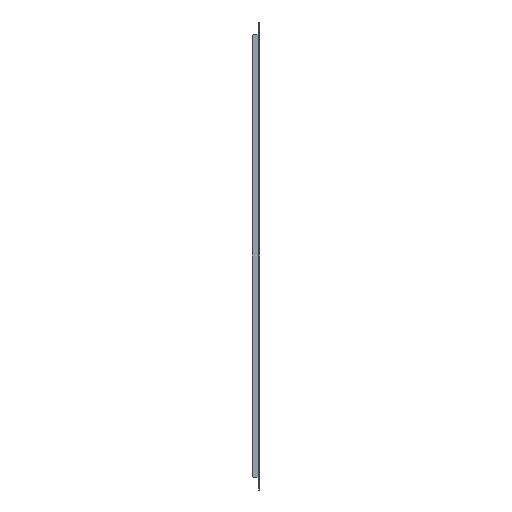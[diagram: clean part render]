
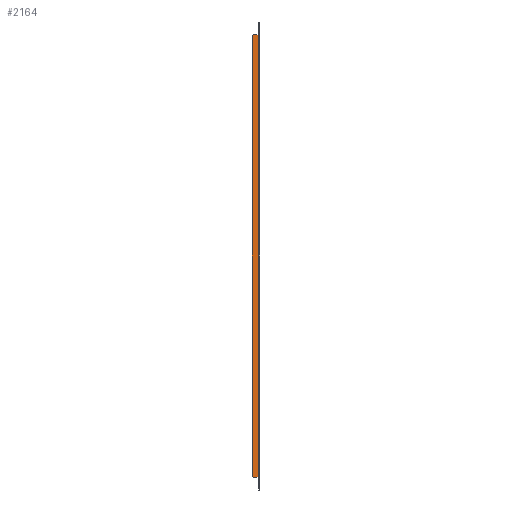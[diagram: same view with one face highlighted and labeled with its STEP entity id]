
A CAD part, left-side view. The second image highlights one B-rep face of the part: STEP entity #2164.
In plain terms, the highlighted planar face has unit normal (-1, 0, 0).
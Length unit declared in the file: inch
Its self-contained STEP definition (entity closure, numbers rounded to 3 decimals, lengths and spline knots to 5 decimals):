
#22 = AXIS2_PLACEMENT_3D ( 'NONE', #712, #1131, #1885 ) ;
#35 = ORIENTED_EDGE ( 'NONE', *, *, #2985, .F. ) ;
#54 = VECTOR ( 'NONE', #3245, 39.37008 ) ;
#172 = ORIENTED_EDGE ( 'NONE', *, *, #1444, .F. ) ;
#228 = EDGE_LOOP ( 'NONE', ( #1256, #521, #1845, #1755, #35, #172, #4699, #281 ) ) ;
#281 = ORIENTED_EDGE ( 'NONE', *, *, #3144, .F. ) ;
#521 = ORIENTED_EDGE ( 'NONE', *, *, #826, .F. ) ;
#712 = CARTESIAN_POINT ( 'NONE',  ( -11.085, 0.75, 23.664 ) ) ;
#773 = CARTESIAN_POINT ( 'NONE',  ( -11.085, 0.171, 21.913 ) ) ;
#826 = EDGE_CURVE ( 'NONE', #2601, #4262, #1527, .T. ) ;
#875 = CARTESIAN_POINT ( 'NONE',  ( -11.085, 0.75, 21.725 ) ) ;
#887 = DIRECTION ( 'NONE',  ( 0., -1., 0. ) ) ;
#1047 = LINE ( 'NONE', #2656, #1516 ) ;
#1131 = DIRECTION ( 'NONE',  ( 1., 0., 0. ) ) ;
#1256 = ORIENTED_EDGE ( 'NONE', *, *, #2980, .T. ) ;
#1292 = CARTESIAN_POINT ( 'NONE',  ( -11.085, 0.75, 21.85 ) ) ;
#1318 = CARTESIAN_POINT ( 'NONE',  ( -11.085, 0.625, 21.85 ) ) ;
#1444 = EDGE_CURVE ( 'NONE', #3557, #1992, #4166, .T. ) ;
#1516 = VECTOR ( 'NONE', #1894, 39.37008 ) ;
#1527 = LINE ( 'NONE', #1292, #3289 ) ;
#1708 = DIRECTION ( 'NONE',  ( 0., -0.707, 0.707 ) ) ;
#1755 = ORIENTED_EDGE ( 'NONE', *, *, #2605, .F. ) ;
#1812 = VERTEX_POINT ( 'NONE', #4712 ) ;
#1845 = ORIENTED_EDGE ( 'NONE', *, *, #2518, .F. ) ;
#1859 = CARTESIAN_POINT ( 'NONE',  ( -11.085, 0.171, -21.913 ) ) ;
#1876 = VECTOR ( 'NONE', #1976, 39.37008 ) ;
#1885 = DIRECTION ( 'NONE',  ( 0., 1., 0. ) ) ;
#1894 = DIRECTION ( 'NONE',  ( 0., 0.707, 0.707 ) ) ;
#1928 = DIRECTION ( 'NONE',  ( 1., 0., 0. ) ) ;
#1976 = DIRECTION ( 'NONE',  ( 0., 0., -1. ) ) ;
#1992 = VERTEX_POINT ( 'NONE', #3796 ) ;
#2164 = ADVANCED_FACE ( 'NONE', ( #2515 ), #2650, .F. ) ;
#2236 = CARTESIAN_POINT ( 'NONE',  ( -11.085, 0.171, 21.85 ) ) ;
#2255 = DIRECTION ( 'NONE',  ( -1., 0., 0. ) ) ;
#2350 = VERTEX_POINT ( 'NONE', #4585 ) ;
#2386 = CARTESIAN_POINT ( 'NONE',  ( -11.085, 0.143, 22.888 ) ) ;
#2515 = FACE_OUTER_BOUND ( 'NONE', #228, .T. ) ;
#2518 = EDGE_CURVE ( 'NONE', #3908, #2601, #4292, .T. ) ;
#2601 = VERTEX_POINT ( 'NONE', #1318 ) ;
#2605 = EDGE_CURVE ( 'NONE', #4861, #3908, #4709, .T. ) ;
#2650 = PLANE ( 'NONE',  #22 ) ;
#2656 = CARTESIAN_POINT ( 'NONE',  ( -11.085, 0.625, -21.85 ) ) ;
#2808 = EDGE_CURVE ( 'NONE', #2350, #3557, #4881, .T. ) ;
#2835 = CIRCLE ( 'NONE', #4825, 0.063 ) ;
#2865 = CARTESIAN_POINT ( 'NONE',  ( -11.085, 0.75, -21.85 ) ) ;
#2980 = EDGE_CURVE ( 'NONE', #1812, #4262, #2835, .T. ) ;
#2981 = CARTESIAN_POINT ( 'NONE',  ( -11.085, 0.75, 21.725 ) ) ;
#2985 = EDGE_CURVE ( 'NONE', #1992, #4861, #1047, .T. ) ;
#3144 = EDGE_CURVE ( 'NONE', #1812, #2350, #3989, .T. ) ;
#3202 = DIRECTION ( 'NONE',  ( 0., 0., 1. ) ) ;
#3245 = DIRECTION ( 'NONE',  ( 0., 1., 0. ) ) ;
#3285 = VECTOR ( 'NONE', #1708, 39.37008 ) ;
#3289 = VECTOR ( 'NONE', #887, 39.37008 ) ;
#3557 = VERTEX_POINT ( 'NONE', #3882 ) ;
#3638 = AXIS2_PLACEMENT_3D ( 'NONE', #1859, #2255, #4919 ) ;
#3796 = CARTESIAN_POINT ( 'NONE',  ( -11.085, 0.625, -21.85 ) ) ;
#3882 = CARTESIAN_POINT ( 'NONE',  ( -11.085, 0.171, -21.85 ) ) ;
#3898 = DIRECTION ( 'NONE',  ( 0., 1., 0. ) ) ;
#3908 = VERTEX_POINT ( 'NONE', #2981 ) ;
#3989 = LINE ( 'NONE', #2386, #1876 ) ;
#4166 = LINE ( 'NONE', #2865, #54 ) ;
#4173 = VECTOR ( 'NONE', #3202, 39.37008 ) ;
#4262 = VERTEX_POINT ( 'NONE', #2236 ) ;
#4292 = LINE ( 'NONE', #875, #3285 ) ;
#4370 = CARTESIAN_POINT ( 'NONE',  ( -11.085, 0.75, 23.664 ) ) ;
#4585 = CARTESIAN_POINT ( 'NONE',  ( -11.085, 0.143, -21.85656 ) ) ;
#4597 = CARTESIAN_POINT ( 'NONE',  ( -11.085, 0.75, -21.725 ) ) ;
#4699 = ORIENTED_EDGE ( 'NONE', *, *, #2808, .F. ) ;
#4709 = LINE ( 'NONE', #4370, #4173 ) ;
#4712 = CARTESIAN_POINT ( 'NONE',  ( -11.085, 0.143, 21.85656 ) ) ;
#4825 = AXIS2_PLACEMENT_3D ( 'NONE', #773, #1928, #3898 ) ;
#4861 = VERTEX_POINT ( 'NONE', #4597 ) ;
#4881 = CIRCLE ( 'NONE', #3638, 0.063 ) ;
#4919 = DIRECTION ( 'NONE',  ( 0., 1., 0. ) ) ;
